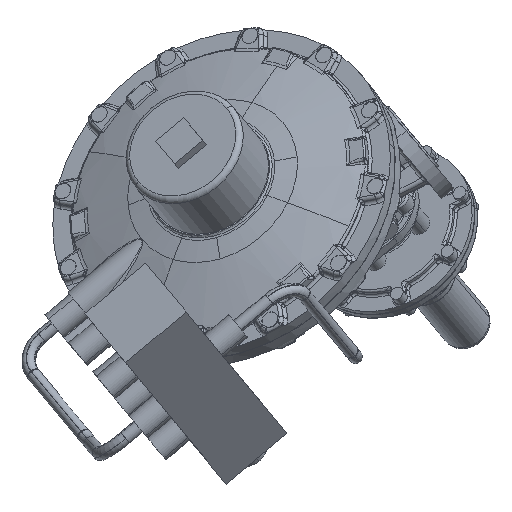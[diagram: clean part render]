
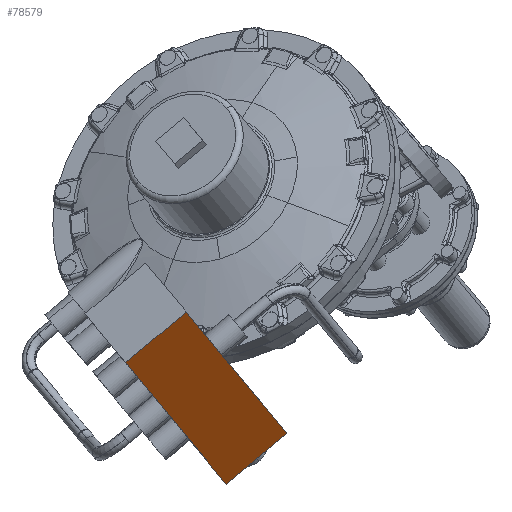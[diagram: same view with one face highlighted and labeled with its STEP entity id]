
A CAD part, top view. The second image highlights one B-rep face of the part: STEP entity #78579.
In plain terms, the highlighted face is planar.
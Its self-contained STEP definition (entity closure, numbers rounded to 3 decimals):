
#78559=AXIS2_PLACEMENT_3D('Plane Axis2P3D',#78556,#78557,#78558) ;
#78448=CARTESIAN_POINT('Vertex',(-27.512,481.569,69.)) ;
#78451=CARTESIAN_POINT('Line Origine',(-27.999,366.07,69.)) ;
#78455=CARTESIAN_POINT('Vertex',(-28.487,250.571,69.)) ;
#78514=CARTESIAN_POINT('Line Origine',(-27.512,481.569,34.5)) ;
#78518=CARTESIAN_POINT('Vertex',(-27.512,481.569,0.)) ;
#78556=CARTESIAN_POINT('Axis2P3D Location',(-28.487,250.571,69.)) ;
#78561=CARTESIAN_POINT('Line Origine',(-27.999,366.07,0.)) ;
#78565=CARTESIAN_POINT('Vertex',(-28.487,250.571,0.)) ;
#78568=CARTESIAN_POINT('Line Origine',(-28.487,250.571,34.5)) ;
#78452=DIRECTION('Vector Direction',(0.004,1.,0.)) ;
#78515=DIRECTION('Vector Direction',(0.,0.,-1.)) ;
#78557=DIRECTION('Axis2P3D Direction',(1.,-0.004,0.)) ;
#78558=DIRECTION('Axis2P3D XDirection',(0.,0.,-1.)) ;
#78562=DIRECTION('Vector Direction',(0.004,1.,0.)) ;
#78569=DIRECTION('Vector Direction',(0.,0.,-1.)) ;
#78453=VECTOR('Line Direction',#78452,1.) ;
#78516=VECTOR('Line Direction',#78515,1.) ;
#78563=VECTOR('Line Direction',#78562,1.) ;
#78570=VECTOR('Line Direction',#78569,1.) ;
#78574=ORIENTED_EDGE('',*,*,#78520,.T.) ;
#78575=ORIENTED_EDGE('',*,*,#78567,.F.) ;
#78576=ORIENTED_EDGE('',*,*,#78572,.F.) ;
#78577=ORIENTED_EDGE('',*,*,#78457,.T.) ;
#78579=ADVANCED_FACE('Hauptk\X2\00F6\X0\rper',(#78578),#78560,.F.) ;
#78457=EDGE_CURVE('',#78456,#78449,#78454,.T.) ;
#78520=EDGE_CURVE('',#78449,#78519,#78517,.T.) ;
#78567=EDGE_CURVE('',#78566,#78519,#78564,.T.) ;
#78572=EDGE_CURVE('',#78456,#78566,#78571,.T.) ;
#78573=EDGE_LOOP('',(#78574,#78575,#78576,#78577)) ;
#78578=FACE_OUTER_BOUND('',#78573,.T.) ;
#78454=LINE('Line',#78451,#78453) ;
#78517=LINE('Line',#78514,#78516) ;
#78564=LINE('Line',#78561,#78563) ;
#78571=LINE('Line',#78568,#78570) ;
#78560=PLANE('Plane',#78559) ;
#78449=VERTEX_POINT('',#78448) ;
#78456=VERTEX_POINT('',#78455) ;
#78519=VERTEX_POINT('',#78518) ;
#78566=VERTEX_POINT('',#78565) ;
